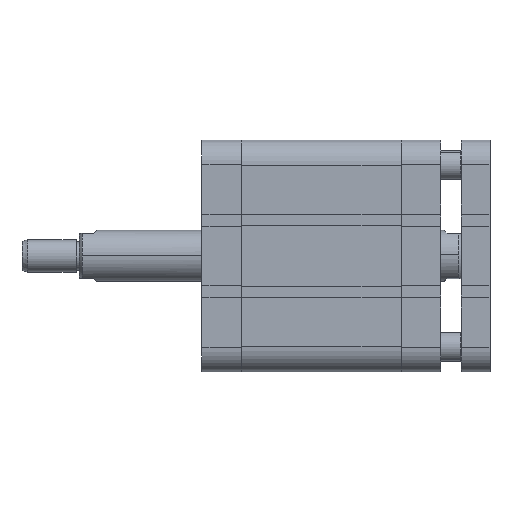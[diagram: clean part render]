
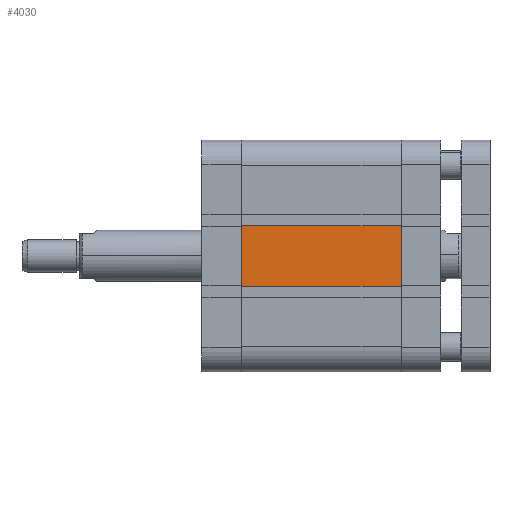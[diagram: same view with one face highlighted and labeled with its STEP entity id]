
A CAD part, front view. The second image highlights one B-rep face of the part: STEP entity #4030.
In plain terms, the highlighted planar face has unit normal (0, -1, 0).
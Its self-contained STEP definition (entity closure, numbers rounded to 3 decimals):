
#775 = EDGE_CURVE ( 'NONE', #16953, #4349, #27618, .T. ) ;
#4030 = ADVANCED_FACE ( 'NONE', ( #16620 ), #35642, .F. ) ;
#4349 = VERTEX_POINT ( 'NONE', #36573 ) ;
#4359 = CARTESIAN_POINT ( 'NONE',  ( 78.001, -56.75, 14.7 ) ) ;
#5378 = LINE ( 'NONE', #21070, #35994 ) ;
#5578 = DIRECTION ( 'NONE',  ( -1., 0., 0. ) ) ;
#8234 = LINE ( 'NONE', #30533, #36174 ) ;
#9780 = VECTOR ( 'NONE', #26807, 1000. ) ;
#10289 = CARTESIAN_POINT ( 'NONE',  ( 78., -56.75, -56.75 ) ) ;
#11659 = AXIS2_PLACEMENT_3D ( 'NONE', #10289, #38532, #24569 ) ;
#12294 = ORIENTED_EDGE ( 'NONE', *, *, #40067, .F. ) ;
#16620 = FACE_OUTER_BOUND ( 'NONE', #19980, .T. ) ;
#16953 = VERTEX_POINT ( 'NONE', #31285 ) ;
#17797 = DIRECTION ( 'NONE',  ( 0., 0., -1. ) ) ;
#19819 = EDGE_CURVE ( 'NONE', #38739, #22212, #35409, .T. ) ;
#19897 = EDGE_CURVE ( 'NONE', #22212, #4349, #5378, .T. ) ;
#19980 = EDGE_LOOP ( 'NONE', ( #28870, #38096, #29452, #12294 ) ) ;
#21070 = CARTESIAN_POINT ( 'NONE',  ( 0., -56.75, -56.75 ) ) ;
#22212 = VERTEX_POINT ( 'NONE', #34125 ) ;
#24569 = DIRECTION ( 'NONE',  ( 0., 0., 1. ) ) ;
#25602 = CARTESIAN_POINT ( 'NONE',  ( 78., -56.75, 14.7 ) ) ;
#26240 = VECTOR ( 'NONE', #5578, 1000. ) ;
#26807 = DIRECTION ( 'NONE',  ( -1., 0., 0. ) ) ;
#27618 = LINE ( 'NONE', #33786, #26240 ) ;
#27642 = DIRECTION ( 'NONE',  ( 0., 0., -1. ) ) ;
#28870 = ORIENTED_EDGE ( 'NONE', *, *, #19819, .T. ) ;
#29452 = ORIENTED_EDGE ( 'NONE', *, *, #775, .F. ) ;
#30533 = CARTESIAN_POINT ( 'NONE',  ( 78., -56.75, -56.75 ) ) ;
#31285 = CARTESIAN_POINT ( 'NONE',  ( 78., -56.75, -14.7 ) ) ;
#33786 = CARTESIAN_POINT ( 'NONE',  ( 78.001, -56.75, -14.7 ) ) ;
#34125 = CARTESIAN_POINT ( 'NONE',  ( 0., -56.75, 14.7 ) ) ;
#35409 = LINE ( 'NONE', #4359, #9780 ) ;
#35642 = PLANE ( 'NONE',  #11659 ) ;
#35994 = VECTOR ( 'NONE', #17797, 1000. ) ;
#36174 = VECTOR ( 'NONE', #27642, 1000. ) ;
#36573 = CARTESIAN_POINT ( 'NONE',  ( 0., -56.75, -14.7 ) ) ;
#38096 = ORIENTED_EDGE ( 'NONE', *, *, #19897, .T. ) ;
#38532 = DIRECTION ( 'NONE',  ( 0., 1., 0. ) ) ;
#38739 = VERTEX_POINT ( 'NONE', #25602 ) ;
#40067 = EDGE_CURVE ( 'NONE', #38739, #16953, #8234, .T. ) ;
